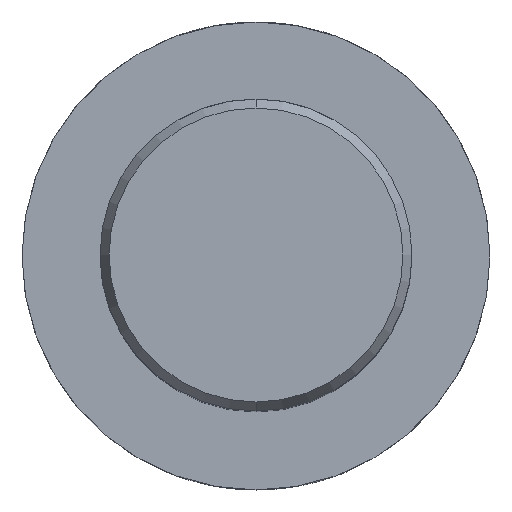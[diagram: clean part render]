
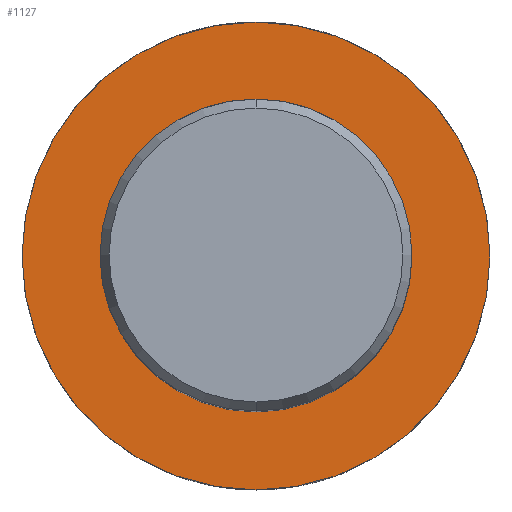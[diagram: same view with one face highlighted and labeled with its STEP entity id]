
A CAD part, top view. The second image highlights one B-rep face of the part: STEP entity #1127.
In plain terms, the highlighted planar face has unit normal (0, 0, 1).
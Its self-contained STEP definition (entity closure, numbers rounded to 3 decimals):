
#433=EDGE_CURVE('',#753,#885,#1236,.T.);
#475=VERTEX_POINT('',#1282);
#521=EDGE_CURVE('',#1117,#475,#1333,.T.);
#649=EDGE_CURVE('',#885,#753,#1474,.T.);
#697=EDGE_CURVE('',#475,#1117,#1527,.T.);
#753=VERTEX_POINT('',#1591);
#885=VERTEX_POINT('',#1733);
#1117=VERTEX_POINT('',#1979);
#1127=ADVANCED_FACE('',(#1991,#1992),#1993,.T.);
#1236=CIRCLE('',#2110,20.0);
#1282=CARTESIAN_POINT('',(0.0,30.0,-70.0));
#1333=CIRCLE('',#2297,30.0);
#1474=CIRCLE('',#3061,20.0);
#1527=CIRCLE('',#3219,30.0);
#1591=CARTESIAN_POINT('',(0.,-20.0,-70.0));
#1733=CARTESIAN_POINT('',(0.0,20.0,-70.0));
#1979=CARTESIAN_POINT('',(0.,-30.0,-70.0));
#1991=FACE_BOUND('',#4891,.T.);
#1992=FACE_OUTER_BOUND('',#4892,.T.);
#1993=PLANE('',#4893);
#2110=AXIS2_PLACEMENT_3D('',#5663,#5664,#5665);
#2297=AXIS2_PLACEMENT_3D('',#5809,#5810,#5811);
#3061=AXIS2_PLACEMENT_3D('',#5967,#5968,#5969);
#3219=AXIS2_PLACEMENT_3D('',#6025,#6026,#6027);
#4891=EDGE_LOOP('',(#6481,#6482));
#4892=EDGE_LOOP('',(#6483,#6484));
#4893=AXIS2_PLACEMENT_3D('',#6485,#6486,#6487);
#5663=CARTESIAN_POINT('',(0.0,0.0,-70.0));
#5664=DIRECTION('',(-0.0,0.0,-1.0));
#5665=DIRECTION('',(0.0,1.0,0.0));
#5809=CARTESIAN_POINT('',(0.0,0.0,-70.0));
#5810=DIRECTION('',(0.0,0.0,-1.0));
#5811=DIRECTION('',(0.0,1.0,0.0));
#5967=CARTESIAN_POINT('',(0.0,0.0,-70.0));
#5968=DIRECTION('',(-0.0,0.0,-1.0));
#5969=DIRECTION('',(0.0,1.0,0.0));
#6025=CARTESIAN_POINT('',(0.0,0.0,-70.0));
#6026=DIRECTION('',(0.0,0.0,-1.0));
#6027=DIRECTION('',(0.0,1.0,0.0));
#6481=ORIENTED_EDGE('',*,*,#649,.T.);
#6482=ORIENTED_EDGE('',*,*,#433,.T.);
#6483=ORIENTED_EDGE('',*,*,#697,.F.);
#6484=ORIENTED_EDGE('',*,*,#521,.F.);
#6485=CARTESIAN_POINT('',(0.0,15.0,-70.0));
#6486=DIRECTION('',(-0.0,0.0,1.0));
#6487=DIRECTION('',(0.0,-1.0,0.0));
